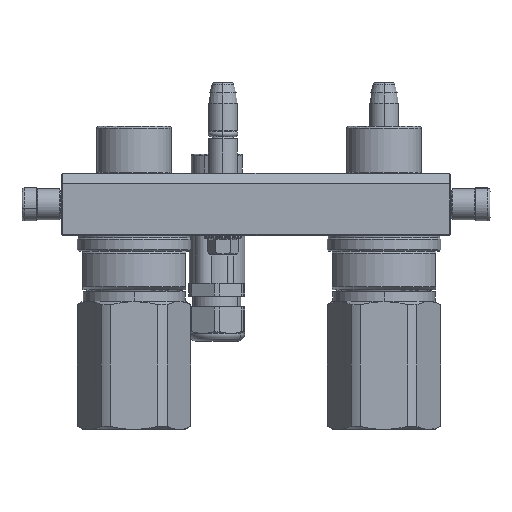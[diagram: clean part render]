
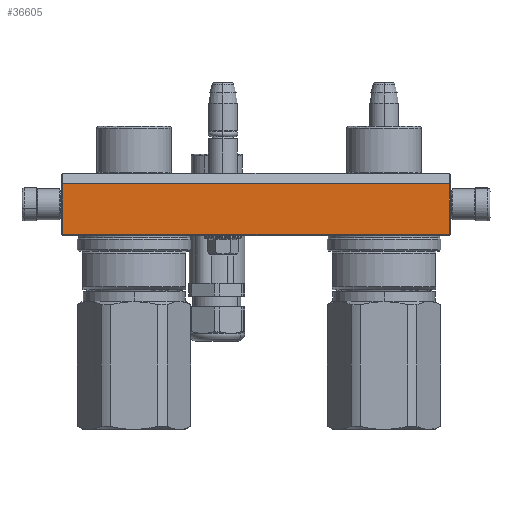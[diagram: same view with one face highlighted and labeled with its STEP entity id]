
A CAD part, left-side view. The second image highlights one B-rep face of the part: STEP entity #36605.
In plain terms, the highlighted face is planar.
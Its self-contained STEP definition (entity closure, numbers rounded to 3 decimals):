
#743 = CARTESIAN_POINT ( 'NONE',  ( -93.5, 29.5, -45. ) ) ;
#6309 = CARTESIAN_POINT ( 'NONE',  ( 93.5, 29.5, -45. ) ) ;
#10879 = DIRECTION ( 'NONE',  ( 0., 1., 0. ) ) ;
#14665 = CARTESIAN_POINT ( 'NONE',  ( 93.5, 29.5, -45. ) ) ;
#18119 = AXIS2_PLACEMENT_3D ( 'NONE', #50822, #67729, #39674 ) ;
#18454 = CARTESIAN_POINT ( 'NONE',  ( 93.5, 5., -45. ) ) ;
#19853 = CARTESIAN_POINT ( 'NONE',  ( -93.5, 5., -45. ) ) ;
#21799 = CARTESIAN_POINT ( 'NONE',  ( -93.5, 5., -45. ) ) ;
#23764 = VECTOR ( 'NONE', #28981, 1000. ) ;
#24796 = VERTEX_POINT ( 'NONE', #743 ) ;
#28981 = DIRECTION ( 'NONE',  ( 0., 1., 0. ) ) ;
#29391 = EDGE_LOOP ( 'NONE', ( #56531, #48747, #34705, #60151 ) ) ;
#34705 = ORIENTED_EDGE ( 'NONE', *, *, #67740, .F. ) ;
#36605 = ADVANCED_FACE ( 'NONE', ( #60398 ), #50347, .T. ) ;
#37229 = VERTEX_POINT ( 'NONE', #6309 ) ;
#39674 = DIRECTION ( 'NONE',  ( -1., 0., 0. ) ) ;
#41251 = DIRECTION ( 'NONE',  ( -1., 0., 0. ) ) ;
#43872 = VERTEX_POINT ( 'NONE', #68668 ) ;
#44973 = EDGE_CURVE ( 'NONE', #37229, #24796, #60666, .T. ) ;
#45706 = CARTESIAN_POINT ( 'NONE',  ( 93.5, 5., -45. ) ) ;
#48747 = ORIENTED_EDGE ( 'NONE', *, *, #44973, .F. ) ;
#49443 = VECTOR ( 'NONE', #70199, 1000. ) ;
#50347 = PLANE ( 'NONE',  #18119 ) ;
#50822 = CARTESIAN_POINT ( 'NONE',  ( 94., 0., -45. ) ) ;
#50980 = LINE ( 'NONE', #18454, #58762 ) ;
#51938 = EDGE_CURVE ( 'NONE', #55690, #24796, #52478, .T. ) ;
#52478 = LINE ( 'NONE', #21799, #70685 ) ;
#55690 = VERTEX_POINT ( 'NONE', #19853 ) ;
#56531 = ORIENTED_EDGE ( 'NONE', *, *, #51938, .T. ) ;
#57038 = EDGE_CURVE ( 'NONE', #43872, #55690, #50980, .T. ) ;
#58762 = VECTOR ( 'NONE', #41251, 1000. ) ;
#60151 = ORIENTED_EDGE ( 'NONE', *, *, #57038, .T. ) ;
#60398 = FACE_OUTER_BOUND ( 'NONE', #29391, .T. ) ;
#60666 = LINE ( 'NONE', #14665, #49443 ) ;
#67729 = DIRECTION ( 'NONE',  ( 0., 0., -1. ) ) ;
#67740 = EDGE_CURVE ( 'NONE', #43872, #37229, #67992, .T. ) ;
#67992 = LINE ( 'NONE', #45706, #23764 ) ;
#68668 = CARTESIAN_POINT ( 'NONE',  ( 93.5, 5., -45. ) ) ;
#70199 = DIRECTION ( 'NONE',  ( -1., 0., 0. ) ) ;
#70685 = VECTOR ( 'NONE', #10879, 1000. ) ;
